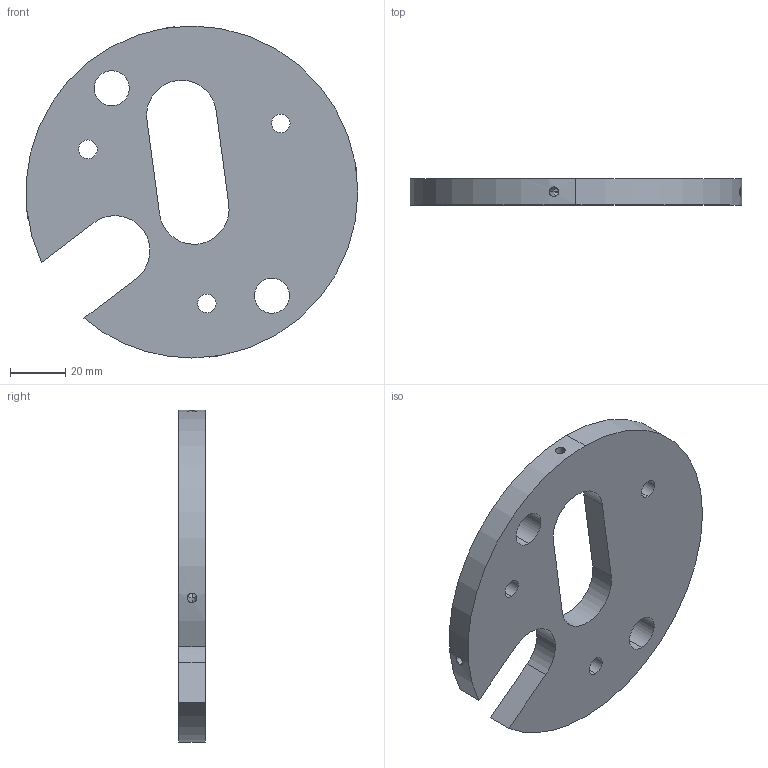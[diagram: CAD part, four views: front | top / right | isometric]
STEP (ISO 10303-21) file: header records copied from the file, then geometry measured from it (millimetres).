
FILE_DESCRIPTION (( 'STEP AP214' ), '1' );
FILE_NAME ('faceplate.STEP', '2020-02-14T19:19:20', ( '' ), ( '' ), 'SwSTEP 2.0', 'SolidWorks 2014', '' );
FILE_SCHEMA (( 'AUTOMOTIVE_DESIGN' ));
Length unit declared in the file: inch
Products named in the file (1): faceplate
Bounding box: 120.53 x 9.53 x 120.65 mm (x, y, z)
Volume: 83405.4 mm3; surface area: 25144.2 mm2
Topology: 1 solids, 1 shells, 40 faces, 106 edges, 64 vertices
Faces by surface type: cylinder 26, cone 8, plane 6
Entity records: 1554 total; most frequent: CARTESIAN_POINT 411, DIRECTION 216, ORIENTED_EDGE 196, EDGE_CURVE 98, AXIS2_PLACEMENT_3D 85, VERTEX_POINT 64, EDGE_LOOP 56, VECTOR 46
